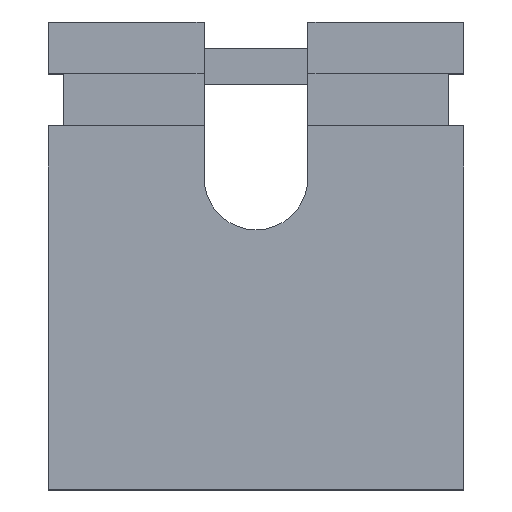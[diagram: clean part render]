
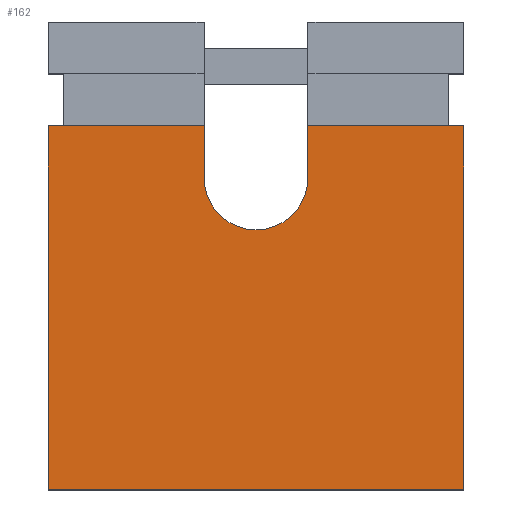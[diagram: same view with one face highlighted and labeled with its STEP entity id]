
A CAD part, top view. The second image highlights one B-rep face of the part: STEP entity #162.
In plain terms, the highlighted planar face has unit normal (0, 0, 1).
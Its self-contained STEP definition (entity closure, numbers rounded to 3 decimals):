
#22 = ORIENTED_EDGE ( 'NONE', *, *, #830, .F. ) ;
#25 = DIRECTION ( 'NONE',  ( 0., 0., -1. ) ) ;
#28 = LINE ( 'NONE', #1041, #1018 ) ;
#48 = DIRECTION ( 'NONE',  ( -1., 0., 0. ) ) ;
#82 = AXIS2_PLACEMENT_3D ( 'NONE', #1240, #641, #48 ) ;
#94 = LINE ( 'NONE', #922, #619 ) ;
#134 = VERTEX_POINT ( 'NONE', #628 ) ;
#139 = LINE ( 'NONE', #1124, #1159 ) ;
#146 = CARTESIAN_POINT ( 'NONE',  ( -2., 3.5, 1. ) ) ;
#162 = ADVANCED_FACE ( 'NONE', ( #382 ), #228, .F. ) ;
#191 = ORIENTED_EDGE ( 'NONE', *, *, #936, .T. ) ;
#228 = PLANE ( 'NONE',  #672 ) ;
#239 = DIRECTION ( 'NONE',  ( 0., -1., 0. ) ) ;
#240 = EDGE_CURVE ( 'NONE', #649, #405, #1174, .T. ) ;
#268 = VECTOR ( 'NONE', #1036, 1000. ) ;
#277 = CARTESIAN_POINT ( 'NONE',  ( 0.5, 3.5, 1. ) ) ;
#300 = EDGE_LOOP ( 'NONE', ( #580, #22, #392, #191, #799, #750, #591, #1164 ) ) ;
#318 = CARTESIAN_POINT ( 'NONE',  ( 0.5, 4.5, 1. ) ) ;
#345 = DIRECTION ( 'NONE',  ( 1., 0., 0. ) ) ;
#357 = DIRECTION ( 'NONE',  ( 0., -1., 0. ) ) ;
#361 = DIRECTION ( 'NONE',  ( 1., 0., 0. ) ) ;
#376 = CARTESIAN_POINT ( 'NONE',  ( -0.5, 3.5, 1. ) ) ;
#382 = FACE_OUTER_BOUND ( 'NONE', #300, .T. ) ;
#389 = VERTEX_POINT ( 'NONE', #376 ) ;
#392 = ORIENTED_EDGE ( 'NONE', *, *, #548, .F. ) ;
#405 = VERTEX_POINT ( 'NONE', #277 ) ;
#465 = CARTESIAN_POINT ( 'NONE',  ( 2., 4.5, 1. ) ) ;
#471 = EDGE_CURVE ( 'NONE', #1264, #1062, #94, .T. ) ;
#494 = CARTESIAN_POINT ( 'NONE',  ( -0.5, 3., 1. ) ) ;
#501 = CARTESIAN_POINT ( 'NONE',  ( -2., 0., 1. ) ) ;
#514 = EDGE_CURVE ( 'NONE', #1221, #649, #818, .T. ) ;
#526 = CARTESIAN_POINT ( 'NONE',  ( -0.5, 3., 1. ) ) ;
#539 = VECTOR ( 'NONE', #357, 1000. ) ;
#548 = EDGE_CURVE ( 'NONE', #134, #389, #28, .T. ) ;
#565 = LINE ( 'NONE', #526, #539 ) ;
#580 = ORIENTED_EDGE ( 'NONE', *, *, #514, .F. ) ;
#591 = ORIENTED_EDGE ( 'NONE', *, *, #856, .F. ) ;
#619 = VECTOR ( 'NONE', #345, 1000. ) ;
#623 = DIRECTION ( 'NONE',  ( -1., 0., 0. ) ) ;
#628 = CARTESIAN_POINT ( 'NONE',  ( -2., 3.5, 1. ) ) ;
#641 = DIRECTION ( 'NONE',  ( 0., 0., 1. ) ) ;
#649 = VERTEX_POINT ( 'NONE', #995 ) ;
#672 = AXIS2_PLACEMENT_3D ( 'NONE', #817, #25, #623 ) ;
#750 = ORIENTED_EDGE ( 'NONE', *, *, #951, .F. ) ;
#757 = LINE ( 'NONE', #146, #268 ) ;
#799 = ORIENTED_EDGE ( 'NONE', *, *, #471, .T. ) ;
#817 = CARTESIAN_POINT ( 'NONE',  ( -2., 4.5, 1. ) ) ;
#818 = CIRCLE ( 'NONE', #82, 0.5 ) ;
#830 = EDGE_CURVE ( 'NONE', #389, #1221, #565, .T. ) ;
#844 = DIRECTION ( 'NONE',  ( 0., -1., 0. ) ) ;
#856 = EDGE_CURVE ( 'NONE', #405, #989, #757, .T. ) ;
#887 = VECTOR ( 'NONE', #239, 1000. ) ;
#901 = VECTOR ( 'NONE', #1002, 1000. ) ;
#919 = LINE ( 'NONE', #465, #887 ) ;
#922 = CARTESIAN_POINT ( 'NONE',  ( -2., 0., 1. ) ) ;
#936 = EDGE_CURVE ( 'NONE', #134, #1264, #139, .T. ) ;
#951 = EDGE_CURVE ( 'NONE', #989, #1062, #919, .T. ) ;
#989 = VERTEX_POINT ( 'NONE', #1040 ) ;
#995 = CARTESIAN_POINT ( 'NONE',  ( 0.5, 3., 1. ) ) ;
#1002 = DIRECTION ( 'NONE',  ( 0., 1., 0. ) ) ;
#1018 = VECTOR ( 'NONE', #361, 1000. ) ;
#1036 = DIRECTION ( 'NONE',  ( 1., 0., 0. ) ) ;
#1040 = CARTESIAN_POINT ( 'NONE',  ( 2., 3.5, 1. ) ) ;
#1041 = CARTESIAN_POINT ( 'NONE',  ( -2., 3.5, 1. ) ) ;
#1062 = VERTEX_POINT ( 'NONE', #1249 ) ;
#1124 = CARTESIAN_POINT ( 'NONE',  ( -2., 4.5, 1. ) ) ;
#1159 = VECTOR ( 'NONE', #844, 1000. ) ;
#1164 = ORIENTED_EDGE ( 'NONE', *, *, #240, .F. ) ;
#1174 = LINE ( 'NONE', #318, #901 ) ;
#1221 = VERTEX_POINT ( 'NONE', #494 ) ;
#1240 = CARTESIAN_POINT ( 'NONE',  ( 0., 3., 1. ) ) ;
#1249 = CARTESIAN_POINT ( 'NONE',  ( 2., 0., 1. ) ) ;
#1264 = VERTEX_POINT ( 'NONE', #501 ) ;
